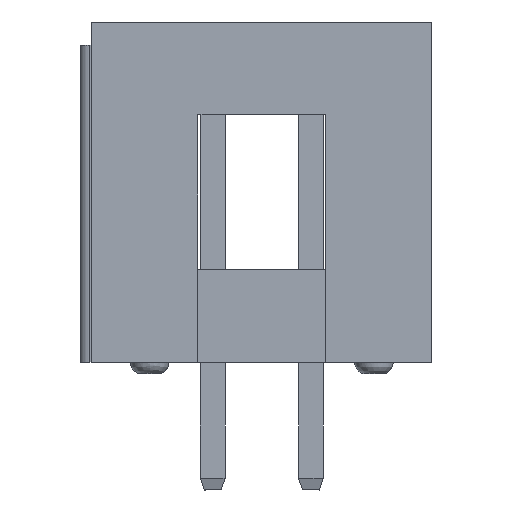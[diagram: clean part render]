
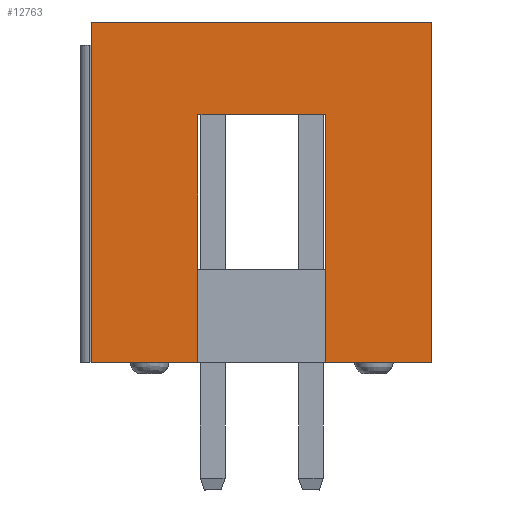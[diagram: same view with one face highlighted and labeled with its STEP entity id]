
A CAD part, left-side view. The second image highlights one B-rep face of the part: STEP entity #12763.
In plain terms, the highlighted planar face has unit normal (-1, 0, 0).
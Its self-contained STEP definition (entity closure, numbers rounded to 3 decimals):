
#96=LINE('',#18062,#1857);
#125=LINE('',#18127,#1886);
#129=LINE('',#18134,#1890);
#286=LINE('',#18454,#2047);
#289=LINE('',#18460,#2050);
#290=LINE('',#18462,#2051);
#291=LINE('',#18463,#2052);
#292=LINE('',#18464,#2053);
#1857=VECTOR('',#14433,1000.);
#1886=VECTOR('',#14480,1000.);
#1890=VECTOR('',#14484,1000.);
#2047=VECTOR('',#14663,1000.);
#2050=VECTOR('',#14668,1000.);
#2051=VECTOR('',#14669,1000.);
#2052=VECTOR('',#14670,1000.);
#2053=VECTOR('',#14671,1000.);
#3628=PLANE('',#13603);
#4431=FACE_OUTER_BOUND('',#5277,.T.);
#5277=EDGE_LOOP('',(#9233,#9234,#9235,#9236,#9237,#9238,#9239,#9240));
#6141=VERTEX_POINT('',#18059);
#6142=VERTEX_POINT('',#18061);
#6168=VERTEX_POINT('',#18124);
#6169=VERTEX_POINT('',#18126);
#6172=VERTEX_POINT('',#18132);
#6324=VERTEX_POINT('',#18453);
#6326=VERTEX_POINT('',#18459);
#6327=VERTEX_POINT('',#18461);
#7202=EDGE_CURVE('',#6141,#6142,#96,.T.);
#7236=EDGE_CURVE('',#6168,#6169,#125,.T.);
#7240=EDGE_CURVE('',#6172,#6141,#129,.T.);
#7400=EDGE_CURVE('',#6324,#6142,#286,.T.);
#7403=EDGE_CURVE('',#6172,#6326,#289,.T.);
#7404=EDGE_CURVE('',#6326,#6327,#290,.T.);
#7405=EDGE_CURVE('',#6327,#6169,#291,.T.);
#7406=EDGE_CURVE('',#6168,#6324,#292,.T.);
#9233=ORIENTED_EDGE('',*,*,#7400,.T.);
#9234=ORIENTED_EDGE('',*,*,#7202,.F.);
#9235=ORIENTED_EDGE('',*,*,#7240,.F.);
#9236=ORIENTED_EDGE('',*,*,#7403,.T.);
#9237=ORIENTED_EDGE('',*,*,#7404,.T.);
#9238=ORIENTED_EDGE('',*,*,#7405,.T.);
#9239=ORIENTED_EDGE('',*,*,#7236,.F.);
#9240=ORIENTED_EDGE('',*,*,#7406,.T.);
#12763=ADVANCED_FACE('',(#4431),#3628,.T.);
#13603=AXIS2_PLACEMENT_3D('',#18458,#14666,#14667);
#14433=DIRECTION('',(0.,0.,1.));
#14480=DIRECTION('',(0.,1.,0.));
#14484=DIRECTION('',(0.,1.,0.));
#14663=DIRECTION('',(0.,1.,0.));
#14666=DIRECTION('center_axis',(-1.,0.,0.));
#14667=DIRECTION('ref_axis',(0.,-1.,0.));
#14668=DIRECTION('',(0.,0.,1.));
#14669=DIRECTION('',(0.,-1.,0.));
#14670=DIRECTION('',(0.,0.,-1.));
#14671=DIRECTION('',(0.,0.,1.));
#18059=CARTESIAN_POINT('',(-25.34,4.4,0.3));
#18061=CARTESIAN_POINT('',(-25.34,4.4,9.1));
#18062=CARTESIAN_POINT('',(-25.34,4.4,0.3));
#18124=CARTESIAN_POINT('',(-25.34,-4.4,0.3));
#18126=CARTESIAN_POINT('',(-25.34,-1.65,0.3));
#18127=CARTESIAN_POINT('',(-25.34,0.01,0.3));
#18132=CARTESIAN_POINT('',(-25.34,1.65,0.3));
#18134=CARTESIAN_POINT('',(-25.34,0.01,0.3));
#18453=CARTESIAN_POINT('',(-25.34,-4.4,9.1));
#18454=CARTESIAN_POINT('',(-25.34,4.41,9.1));
#18458=CARTESIAN_POINT('Origin',(-25.34,-4.39,0.3));
#18459=CARTESIAN_POINT('',(-25.34,1.65,6.7));
#18460=CARTESIAN_POINT('',(-25.34,1.65,0.3));
#18461=CARTESIAN_POINT('',(-25.34,-1.65,6.7));
#18462=CARTESIAN_POINT('',(-25.34,-4.39,6.7));
#18463=CARTESIAN_POINT('',(-25.34,-1.65,0.3));
#18464=CARTESIAN_POINT('',(-25.34,-4.4,0.3));
